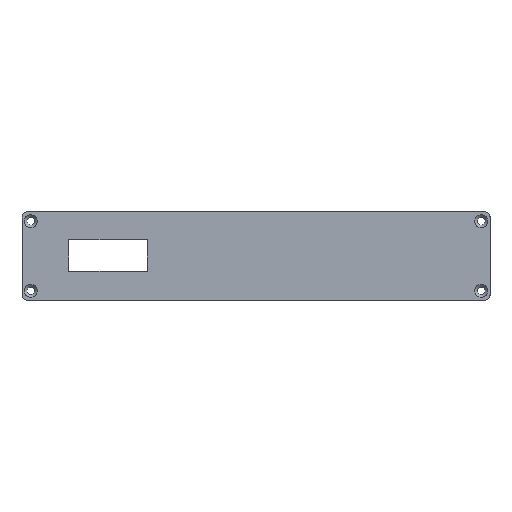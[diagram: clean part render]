
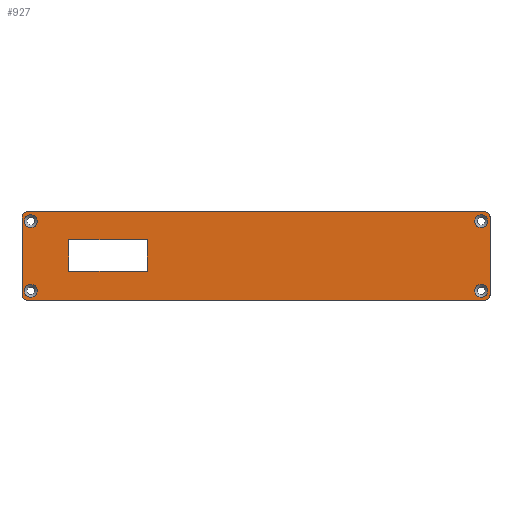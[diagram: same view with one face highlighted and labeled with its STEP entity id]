
A CAD part, top view. The second image highlights one B-rep face of the part: STEP entity #927.
In plain terms, the highlighted planar face has unit normal (0, 0, 1).
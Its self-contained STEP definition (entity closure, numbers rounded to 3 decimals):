
#119=FACE_BOUND('',#263,.T.);
#120=FACE_BOUND('',#264,.T.);
#121=FACE_BOUND('',#265,.T.);
#122=FACE_BOUND('',#266,.T.);
#123=FACE_BOUND('',#267,.T.);
#128=CIRCLE('',#962,2.5);
#129=CIRCLE('',#963,2.5);
#133=CIRCLE('',#969,2.5);
#134=CIRCLE('',#970,2.5);
#138=CIRCLE('',#976,2.5);
#139=CIRCLE('',#977,2.5);
#143=CIRCLE('',#983,2.5);
#144=CIRCLE('',#984,2.5);
#160=CIRCLE('',#1017,2.);
#165=CIRCLE('',#1025,2.);
#166=CIRCLE('',#1027,2.);
#167=CIRCLE('',#1030,2.);
#211=FACE_OUTER_BOUND('',#262,.T.);
#262=EDGE_LOOP('',(#840,#841,#842,#843,#844,#845,#846,#847));
#263=EDGE_LOOP('',(#848,#849,#850,#851));
#264=EDGE_LOOP('',(#852,#853));
#265=EDGE_LOOP('',(#854,#855));
#266=EDGE_LOOP('',(#856,#857));
#267=EDGE_LOOP('',(#858,#859));
#281=LINE('',#1358,#357);
#284=LINE('',#1363,#360);
#289=LINE('',#1383,#365);
#291=LINE('',#1386,#367);
#334=LINE('',#1547,#410);
#340=LINE('',#1562,#416);
#342=LINE('',#1568,#418);
#343=LINE('',#1572,#419);
#357=VECTOR('',#1074,10.);
#360=VECTOR('',#1079,10.);
#365=VECTOR('',#1096,10.);
#367=VECTOR('',#1100,10.);
#410=VECTOR('',#1269,10.);
#416=VECTOR('',#1285,10.);
#418=VECTOR('',#1293,10.);
#419=VECTOR('',#1300,10.);
#428=VERTEX_POINT('',#1355);
#429=VERTEX_POINT('',#1357);
#430=VERTEX_POINT('',#1361);
#439=VERTEX_POINT('',#1382);
#440=VERTEX_POINT('',#1388);
#441=VERTEX_POINT('',#1389);
#445=VERTEX_POINT('',#1402);
#446=VERTEX_POINT('',#1403);
#450=VERTEX_POINT('',#1416);
#451=VERTEX_POINT('',#1417);
#455=VERTEX_POINT('',#1430);
#456=VERTEX_POINT('',#1431);
#484=VERTEX_POINT('',#1522);
#485=VERTEX_POINT('',#1523);
#494=VERTEX_POINT('',#1546);
#495=VERTEX_POINT('',#1550);
#496=VERTEX_POINT('',#1554);
#497=VERTEX_POINT('',#1555);
#498=VERTEX_POINT('',#1560);
#499=VERTEX_POINT('',#1564);
#513=EDGE_CURVE('',#429,#428,#281,.T.);
#516=EDGE_CURVE('',#428,#430,#284,.T.);
#525=EDGE_CURVE('',#439,#429,#289,.T.);
#527=EDGE_CURVE('',#430,#439,#291,.T.);
#528=EDGE_CURVE('',#440,#441,#128,.T.);
#529=EDGE_CURVE('',#441,#440,#129,.T.);
#535=EDGE_CURVE('',#445,#446,#133,.T.);
#536=EDGE_CURVE('',#446,#445,#134,.T.);
#542=EDGE_CURVE('',#450,#451,#138,.T.);
#543=EDGE_CURVE('',#451,#450,#139,.T.);
#549=EDGE_CURVE('',#455,#456,#143,.T.);
#550=EDGE_CURVE('',#456,#455,#144,.T.);
#595=EDGE_CURVE('',#484,#485,#160,.T.);
#607=EDGE_CURVE('',#494,#485,#334,.T.);
#609=EDGE_CURVE('',#494,#495,#165,.T.);
#611=EDGE_CURVE('',#496,#497,#166,.T.);
#615=EDGE_CURVE('',#496,#498,#340,.T.);
#616=EDGE_CURVE('',#499,#498,#167,.T.);
#618=EDGE_CURVE('',#499,#495,#342,.T.);
#619=EDGE_CURVE('',#484,#497,#343,.T.);
#840=ORIENTED_EDGE('',*,*,#595,.F.);
#841=ORIENTED_EDGE('',*,*,#619,.T.);
#842=ORIENTED_EDGE('',*,*,#611,.F.);
#843=ORIENTED_EDGE('',*,*,#615,.T.);
#844=ORIENTED_EDGE('',*,*,#616,.F.);
#845=ORIENTED_EDGE('',*,*,#618,.T.);
#846=ORIENTED_EDGE('',*,*,#609,.F.);
#847=ORIENTED_EDGE('',*,*,#607,.T.);
#848=ORIENTED_EDGE('',*,*,#516,.T.);
#849=ORIENTED_EDGE('',*,*,#527,.T.);
#850=ORIENTED_EDGE('',*,*,#525,.T.);
#851=ORIENTED_EDGE('',*,*,#513,.T.);
#852=ORIENTED_EDGE('',*,*,#528,.T.);
#853=ORIENTED_EDGE('',*,*,#529,.T.);
#854=ORIENTED_EDGE('',*,*,#535,.T.);
#855=ORIENTED_EDGE('',*,*,#536,.T.);
#856=ORIENTED_EDGE('',*,*,#542,.T.);
#857=ORIENTED_EDGE('',*,*,#543,.T.);
#858=ORIENTED_EDGE('',*,*,#549,.T.);
#859=ORIENTED_EDGE('',*,*,#550,.T.);
#883=PLANE('',#1035);
#927=ADVANCED_FACE('',(#211,#119,#120,#121,#122,#123),#883,.T.);
#962=AXIS2_PLACEMENT_3D('',#1390,#1103,#1104);
#963=AXIS2_PLACEMENT_3D('',#1391,#1105,#1106);
#969=AXIS2_PLACEMENT_3D('',#1404,#1119,#1120);
#970=AXIS2_PLACEMENT_3D('',#1405,#1121,#1122);
#976=AXIS2_PLACEMENT_3D('',#1418,#1135,#1136);
#977=AXIS2_PLACEMENT_3D('',#1419,#1137,#1138);
#983=AXIS2_PLACEMENT_3D('',#1432,#1151,#1152);
#984=AXIS2_PLACEMENT_3D('',#1433,#1153,#1154);
#1017=AXIS2_PLACEMENT_3D('',#1524,#1248,#1249);
#1025=AXIS2_PLACEMENT_3D('',#1551,#1273,#1274);
#1027=AXIS2_PLACEMENT_3D('',#1556,#1278,#1279);
#1030=AXIS2_PLACEMENT_3D('',#1565,#1288,#1289);
#1035=AXIS2_PLACEMENT_3D('',#1573,#1301,#1302);
#1074=DIRECTION('',(1.,0.,0.));
#1079=DIRECTION('',(0.,-1.,0.));
#1096=DIRECTION('',(0.,1.,0.));
#1100=DIRECTION('',(-1.,0.,0.));
#1103=DIRECTION('center_axis',(0.,0.,-1.));
#1104=DIRECTION('ref_axis',(1.,0.,0.));
#1105=DIRECTION('center_axis',(0.,0.,-1.));
#1106=DIRECTION('ref_axis',(1.,0.,0.));
#1119=DIRECTION('center_axis',(0.,0.,-1.));
#1120=DIRECTION('ref_axis',(1.,0.,0.));
#1121=DIRECTION('center_axis',(0.,0.,-1.));
#1122=DIRECTION('ref_axis',(1.,0.,0.));
#1135=DIRECTION('center_axis',(0.,0.,-1.));
#1136=DIRECTION('ref_axis',(1.,0.,0.));
#1137=DIRECTION('center_axis',(0.,0.,-1.));
#1138=DIRECTION('ref_axis',(1.,0.,0.));
#1151=DIRECTION('center_axis',(0.,0.,-1.));
#1152=DIRECTION('ref_axis',(1.,0.,0.));
#1153=DIRECTION('center_axis',(0.,0.,-1.));
#1154=DIRECTION('ref_axis',(1.,0.,0.));
#1248=DIRECTION('center_axis',(0.,0.,-1.));
#1249=DIRECTION('ref_axis',(-0.707,-0.707,0.));
#1269=DIRECTION('',(0.,-1.,0.));
#1273=DIRECTION('center_axis',(0.,0.,-1.));
#1274=DIRECTION('ref_axis',(-0.707,0.707,0.));
#1278=DIRECTION('center_axis',(0.,0.,-1.));
#1279=DIRECTION('ref_axis',(0.707,-0.707,0.));
#1285=DIRECTION('',(0.,1.,0.));
#1288=DIRECTION('center_axis',(0.,0.,-1.));
#1289=DIRECTION('ref_axis',(0.707,0.707,0.));
#1293=DIRECTION('',(-1.,0.,0.));
#1300=DIRECTION('',(1.,0.,0.));
#1301=DIRECTION('center_axis',(0.,0.,1.));
#1302=DIRECTION('ref_axis',(1.,0.,0.));
#1355=CARTESIAN_POINT('',(-41.8,6.3,1.5));
#1357=CARTESIAN_POINT('',(-72.,6.3,1.5));
#1358=CARTESIAN_POINT('',(-36.,6.3,1.5));
#1361=CARTESIAN_POINT('',(-41.8,-5.9,1.5));
#1363=CARTESIAN_POINT('',(-41.8,3.15,1.5));
#1382=CARTESIAN_POINT('',(-72.,-5.9,1.5));
#1383=CARTESIAN_POINT('',(-72.,-2.95,1.5));
#1386=CARTESIAN_POINT('',(-20.9,-5.9,1.5));
#1388=CARTESIAN_POINT('',(89.1,-13.4,1.5));
#1389=CARTESIAN_POINT('',(84.1,-13.4,1.5));
#1390=CARTESIAN_POINT('Origin',(86.6,-13.4,1.5));
#1391=CARTESIAN_POINT('Origin',(86.6,-13.4,1.5));
#1402=CARTESIAN_POINT('',(-84.1,13.4,1.5));
#1403=CARTESIAN_POINT('',(-89.1,13.4,1.5));
#1404=CARTESIAN_POINT('Origin',(-86.6,13.4,1.5));
#1405=CARTESIAN_POINT('Origin',(-86.6,13.4,1.5));
#1416=CARTESIAN_POINT('',(-84.1,-13.4,1.5));
#1417=CARTESIAN_POINT('',(-89.1,-13.4,1.5));
#1418=CARTESIAN_POINT('Origin',(-86.6,-13.4,1.5));
#1419=CARTESIAN_POINT('Origin',(-86.6,-13.4,1.5));
#1430=CARTESIAN_POINT('',(89.1,13.4,1.5));
#1431=CARTESIAN_POINT('',(84.1,13.4,1.5));
#1432=CARTESIAN_POINT('Origin',(86.6,13.4,1.5));
#1433=CARTESIAN_POINT('Origin',(86.6,13.4,1.5));
#1522=CARTESIAN_POINT('',(-88.,-17.,1.5));
#1523=CARTESIAN_POINT('',(-90.,-15.,1.5));
#1524=CARTESIAN_POINT('Origin',(-88.,-15.,1.5));
#1546=CARTESIAN_POINT('',(-90.,15.,1.5));
#1547=CARTESIAN_POINT('',(-90.,17.,1.5));
#1550=CARTESIAN_POINT('',(-88.,17.,1.5));
#1551=CARTESIAN_POINT('Origin',(-88.,15.,1.5));
#1554=CARTESIAN_POINT('',(90.,-15.,1.5));
#1555=CARTESIAN_POINT('',(88.,-17.,1.5));
#1556=CARTESIAN_POINT('Origin',(88.,-15.,1.5));
#1560=CARTESIAN_POINT('',(90.,15.,1.5));
#1562=CARTESIAN_POINT('',(90.,-17.,1.5));
#1564=CARTESIAN_POINT('',(88.,17.,1.5));
#1565=CARTESIAN_POINT('Origin',(88.,15.,1.5));
#1568=CARTESIAN_POINT('',(90.,17.,1.5));
#1572=CARTESIAN_POINT('',(-90.,-17.,1.5));
#1573=CARTESIAN_POINT('Origin',(0.,0.,1.5));
